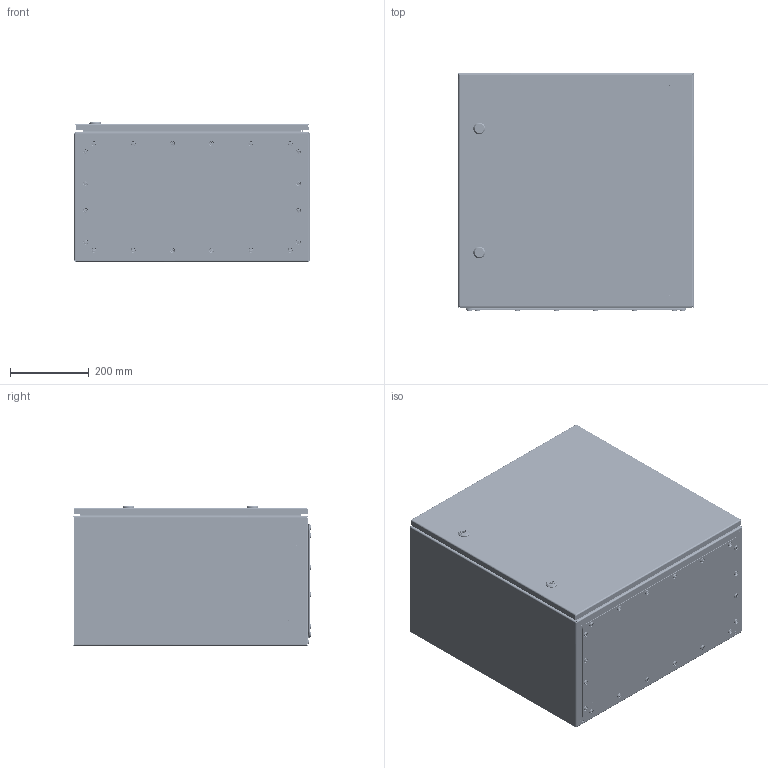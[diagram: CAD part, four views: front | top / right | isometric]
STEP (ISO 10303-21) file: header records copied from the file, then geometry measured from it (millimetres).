
FILE_DESCRIPTION (( 'STEP AP203' ), '1' );
FILE_NAME ('U3030060604 Êîðïóñ UC2M 60.60.35 IP66 (752.000.303).STEP', '2022-04-29T08:49:07', ( '' ), ( '' ), 'SwSTEP 2.0', 'SolidWorks 2017', '' );
FILE_SCHEMA (( 'CONFIG_CONTROL_DESIGN' ));
Length unit declared in the file: millimetre
Products named in the file (38): 010-326 Ïàíåëü ìîíòàæíàÿ UC2_09 (60.60); 000.241.259 署赅 UC2_04 (60.35); 012-1795 眈翴錪 鳱歑膱 UC2_03 (60.60); 000.241.258 署赅 UC2_04 (60.35); Âòóëêà ïåòëè 4-119 Dirak; Îñíîâàíèå ïåòëè 4-119 Dirak; Øïèëüêà çàçåìëåíèÿ CKF CS_Œ6å16; Ñòîïîðíàÿ âòóëêà ïåòëè 4-119 Dirak; 嵑殧趌6402_8; 椻壚樇襝鴀 Mesan 33; ч蜱齁罻 ST-6; 008-400 Ñòåíêà ïðîôèëüíàÿ UC2_12 (60.60.35); Øïèëüêà ðåçüáîâàÿ Ì6_Œ8å30; ч蜱齁罻 ST-9; Ïåòëÿ 4-119 Dirak_00; 蹴濋趌5915_M5; 056-273 椯鴀殣罻 UC2_12 (60.60.35); 鎔艜_17473_M6x12; 000.210.363 Îñíîâàíèå äâåðêè UC2_03 (60.60); 扻豵鵨_п-1; Øàéáà íåéëîí Ø028_Œ6; 嵑殧趌11371_5; Óïëîòíèòåëü ÏÏÓ äâåðêè UC2_22 (60.60); Óïëîòíèòåëü ÏÏÓ êðûøêè UC2Ì_22 (60.35); 000.113.105 忺謤僔 UC2_12 (60.60.35); ﾇ瑟鶴 Mesan 060-1-1-13-33_00; Øòèôò ïåòëè 4-119 Dirak; 003-393 Ñòåíêà íèæíÿÿ UC2_05 (00.60); 019-99 Ïëàíêà z-îáðàçíàÿ_01 (60); 蹴濋趌5915_M8; 嵑殧趌11371_8; 嵑殧趌11371_6; 027-189 署赅 UC2_04 (60.35); Øïèëüêà ðåçüáîâàÿ Ì6_Œ6å12; 040-116 Âèíò ñïåöèàëüíûé ST 4,8x9; U3030060604 扻豵鵨 UC2M 60.60.35 IP66 (752.000.303); 000.207.186 攜歑罻 UC2_03 (60.60); Øàéáà íåéëîí Ø028_Œ5
Assembly tree (128 placements, depth 4):
  U3030060604 扻豵鵨 UC2M 60.60.35 IP66 (752.000.303)
    000.113.105 忺謤僔 UC2_12 (60.60.35)
      008-400 Ñòåíêà ïðîôèëüíàÿ UC2_12 (60.60.35)
      003-393 Ñòåíêà íèæíÿÿ UC2_05 (00.60)
      Øïèëüêà ðåçüáîâàÿ Ì6_Œ8å30  x4
      Øïèëüêà ðåçüáîâàÿ Ì6_Œ6å12  x8
      Øïèëüêà çàçåìëåíèÿ CKF CS_Œ6å16  x2
    000.207.186 攜歑罻 UC2_03 (60.60)
      000.210.363 Îñíîâàíèå äâåðêè UC2_03 (60.60)
        012-1795 眈翴錪 鳱歑膱 UC2_03 (60.60)
        019-99 Ïëàíêà z-îáðàçíàÿ_01 (60)  x2
        Âòóëêà ïåòëè 4-119 Dirak  x2
        Øïèëüêà çàçåìëåíèÿ CKF CS_Œ6å16  x2
      Óïëîòíèòåëü ÏÏÓ äâåðêè UC2_22 (60.60)
      ﾇ瑟鶴 Mesan 060-1-1-13-33_00  x2
        扻豵鵨_п-1
        椻壚樇襝鴀 Mesan 33
        嵑殧趌11371_6
        鎔艜_17473_M6x12
    Ïåòëÿ 4-119 Dirak_00  x2
      Âòóëêà ïåòëè 4-119 Dirak
      Øòèôò ïåòëè 4-119 Dirak
      Îñíîâàíèå ïåòëè 4-119 Dirak
      Ñòîïîðíàÿ âòóëêà ïåòëè 4-119 Dirak
    嵑殧趌11371_5  x4
    Øàéáà íåéëîí Ø028_Œ5  x4
    蹴濋趌5915_M5  x4
    ч蜱齁罻 ST-6  x6
    ч蜱齁罻 ST-9  x4
    010-326 Ïàíåëü ìîíòàæíàÿ UC2_09 (60.60)
    蹴濋趌5915_M8  x12
    嵑殧趌11371_8  x4
    嵑殧趌6402_8  x4
    000.241.258 署赅 UC2_04 (60.35)
      000.241.259 署赅 UC2_04 (60.35)
        027-189 署赅 UC2_04 (60.35)
        Øïèëüêà çàçåìëåíèÿ CKF CS_Œ6å16
      Óïëîòíèòåëü ÏÏÓ êðûøêè UC2Ì_22 (60.35)
    040-116 Âèíò ñïåöèàëüíûé ST 4,8x9  x20
    Øàéáà íåéëîí Ø028_Œ6  x20
    056-273 椯鴀殣罻 UC2_12 (60.60.35)
Bounding box: 600.6 x 607.22 x 357.25 mm (x, y, z)
Volume: 3332138.1 mm3; surface area: 4155688.8 mm2
Topology: 127 solids, 129 shells, 5945 faces, 13867 edges, 8326 vertices
Faces by surface type: plane 1883, cylinder 1688, bspline 1368, cone 386, sphere 344, torus 276
Entity records: 112337 total; most frequent: CARTESIAN_POINT 51621, ORIENTED_EDGE 11992, DIRECTION 9469, EDGE_CURVE 5996, VERTEX_POINT 3858, LINE 3463, VECTOR 3463, AXIS2_PLACEMENT_3D 3003
